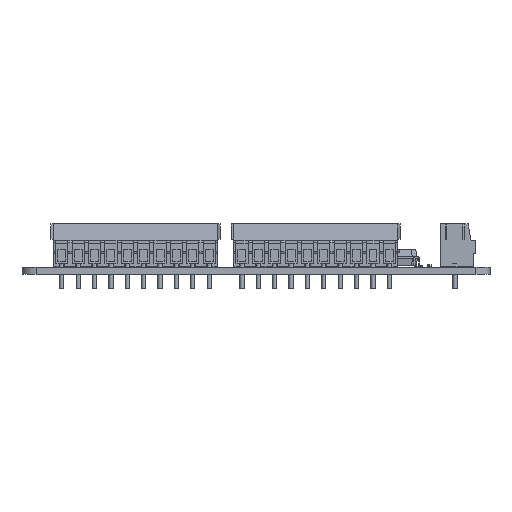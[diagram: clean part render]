
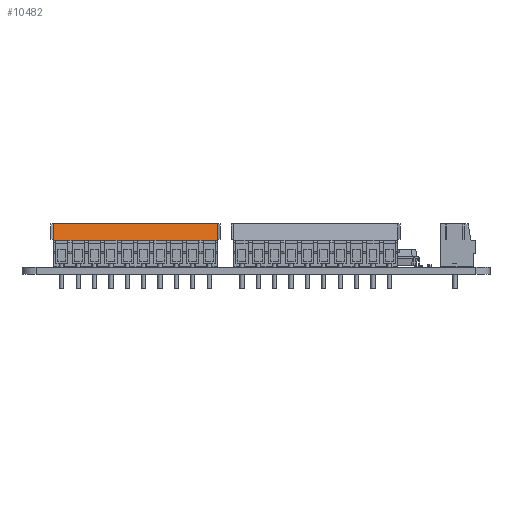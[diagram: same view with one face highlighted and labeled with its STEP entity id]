
A CAD part, left-side view. The second image highlights one B-rep face of the part: STEP entity #10482.
In plain terms, the highlighted face is planar.
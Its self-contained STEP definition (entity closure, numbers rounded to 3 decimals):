
#7917 = VERTEX_POINT('',#7918);
#7918 = CARTESIAN_POINT('',(-1.75,-3.45,5.7));
#7924 = EDGE_CURVE('',#7925,#7917,#7927,.T.);
#7925 = VERTEX_POINT('',#7926);
#7926 = CARTESIAN_POINT('',(-1.75,-2.83,9.2));
#7927 = LINE('',#7928,#7929);
#7928 = CARTESIAN_POINT('',(-1.75,-2.83,9.2));
#7929 = VECTOR('',#7930,1.);
#7930 = DIRECTION('',(0.,-0.174,-0.985));
#8134 = VERTEX_POINT('',#8135);
#8135 = CARTESIAN_POINT('',(33.25,-2.83,9.2));
#8141 = EDGE_CURVE('',#8134,#8142,#8144,.T.);
#8142 = VERTEX_POINT('',#8143);
#8143 = CARTESIAN_POINT('',(33.25,-3.45,5.7));
#8144 = LINE('',#8145,#8146);
#8145 = CARTESIAN_POINT('',(33.25,-2.83,9.2));
#8146 = VECTOR('',#8147,1.);
#8147 = DIRECTION('',(0.,-0.174,-0.985));
#10185 = EDGE_CURVE('',#7925,#8134,#10186,.T.);
#10186 = LINE('',#10187,#10188);
#10187 = CARTESIAN_POINT('',(-1.75,-2.83,9.2));
#10188 = VECTOR('',#10189,1.);
#10189 = DIRECTION('',(1.,0.,0.));
#10482 = ADVANCED_FACE('',(#10483),#10494,.F.);
#10483 = FACE_BOUND('',#10484,.F.);
#10484 = EDGE_LOOP('',(#10485,#10486,#10487,#10493));
#10485 = ORIENTED_EDGE('',*,*,#10185,.T.);
#10486 = ORIENTED_EDGE('',*,*,#8141,.T.);
#10487 = ORIENTED_EDGE('',*,*,#10488,.F.);
#10488 = EDGE_CURVE('',#7917,#8142,#10489,.T.);
#10489 = LINE('',#10490,#10491);
#10490 = CARTESIAN_POINT('',(-1.75,-3.45,5.7));
#10491 = VECTOR('',#10492,1.);
#10492 = DIRECTION('',(1.,0.,0.));
#10493 = ORIENTED_EDGE('',*,*,#7924,.F.);
#10494 = PLANE('',#10495);
#10495 = AXIS2_PLACEMENT_3D('',#10496,#10497,#10498);
#10496 = CARTESIAN_POINT('',(-1.75,-2.83,9.2));
#10497 = DIRECTION('',(0.,0.985,-0.174));
#10498 = DIRECTION('',(0.,-0.174,-0.985));
